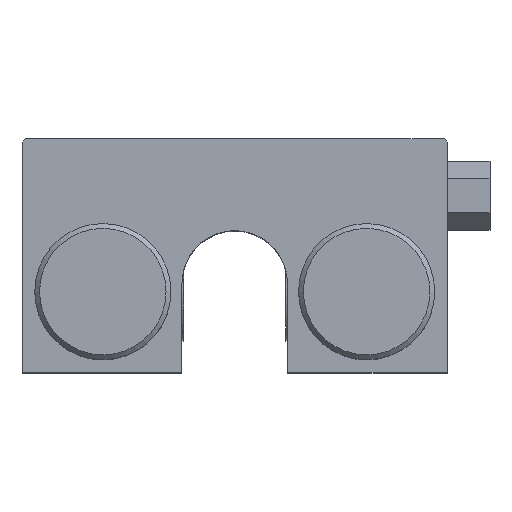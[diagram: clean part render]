
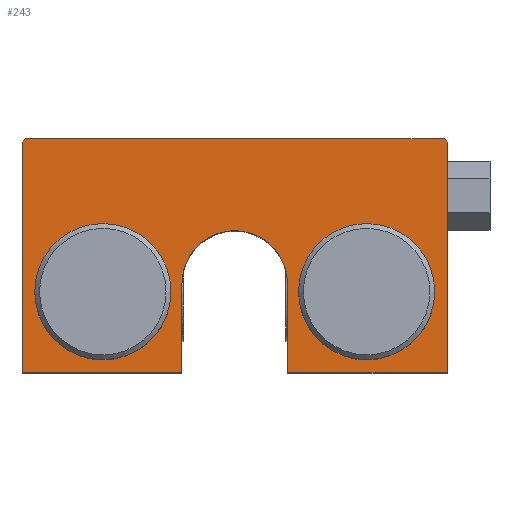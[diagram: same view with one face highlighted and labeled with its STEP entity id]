
A CAD part, top view. The second image highlights one B-rep face of the part: STEP entity #243.
In plain terms, the highlighted face is planar.
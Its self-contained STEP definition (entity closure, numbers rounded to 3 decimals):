
#243 = ADVANCED_FACE( '', ( #585, #586, #587 ), #588, .F. );
#585 = FACE_BOUND( '', #1050, .T. );
#586 = FACE_BOUND( '', #1051, .T. );
#587 = FACE_OUTER_BOUND( '', #1052, .T. );
#588 = PLANE( '', #1053 );
#1050 = EDGE_LOOP( '', ( #1629 ) );
#1051 = EDGE_LOOP( '', ( #1630 ) );
#1052 = EDGE_LOOP( '', ( #1631, #1632, #1633, #1634, #1635, #1636, #1637, #1638, #1639, #1640 ) );
#1053 = AXIS2_PLACEMENT_3D( '', #1641, #1642, #1643 );
#1629 = ORIENTED_EDGE( '', *, *, #2559, .F. );
#1630 = ORIENTED_EDGE( '', *, *, #2499, .F. );
#1631 = ORIENTED_EDGE( '', *, *, #2560, .F. );
#1632 = ORIENTED_EDGE( '', *, *, #2561, .F. );
#1633 = ORIENTED_EDGE( '', *, *, #2562, .F. );
#1634 = ORIENTED_EDGE( '', *, *, #2563, .F. );
#1635 = ORIENTED_EDGE( '', *, *, #2564, .F. );
#1636 = ORIENTED_EDGE( '', *, *, #2565, .F. );
#1637 = ORIENTED_EDGE( '', *, *, #2566, .T. );
#1638 = ORIENTED_EDGE( '', *, *, #2567, .F. );
#1639 = ORIENTED_EDGE( '', *, *, #2568, .F. );
#1640 = ORIENTED_EDGE( '', *, *, #2569, .F. );
#1641 = CARTESIAN_POINT( '', ( -18.5, 10.5, 0. ) );
#1642 = DIRECTION( '', ( 1., 0., 0. ) );
#1643 = DIRECTION( '', ( 0., 0., -1. ) );
#2499 = EDGE_CURVE( '', #2947, #2947, #2948, .F. );
#2559 = EDGE_CURVE( '', #3045, #3045, #3046, .F. );
#2560 = EDGE_CURVE( '', #3047, #3048, #3049, .T. );
#2561 = EDGE_CURVE( '', #3050, #3047, #3051, .T. );
#2562 = EDGE_CURVE( '', #3052, #3050, #3053, .T. );
#2563 = EDGE_CURVE( '', #3054, #3052, #3055, .T. );
#2564 = EDGE_CURVE( '', #3056, #3054, #3057, .T. );
#2565 = EDGE_CURVE( '', #3058, #3056, #3059, .T. );
#2566 = EDGE_CURVE( '', #3058, #3060, #3061, .T. );
#2567 = EDGE_CURVE( '', #3062, #3060, #3063, .T. );
#2568 = EDGE_CURVE( '', #3064, #3062, #3065, .T. );
#2569 = EDGE_CURVE( '', #3048, #3064, #3066, .T. );
#2947 = VERTEX_POINT( '', #3561 );
#2948 = CIRCLE( '', #3562, 8. );
#3045 = VERTEX_POINT( '', #3686 );
#3046 = CIRCLE( '', #3687, 8. );
#3047 = VERTEX_POINT( '', #3688 );
#3048 = VERTEX_POINT( '', #3689 );
#3049 = LINE( '', #3690, #3691 );
#3050 = VERTEX_POINT( '', #3692 );
#3051 = LINE( '', #3693, #3694 );
#3052 = VERTEX_POINT( '', #3695 );
#3053 = LINE( '', #3696, #3697 );
#3054 = VERTEX_POINT( '', #3698 );
#3055 = LINE( '', #3699, #3700 );
#3056 = VERTEX_POINT( '', #3701 );
#3057 = LINE( '', #3702, #3703 );
#3058 = VERTEX_POINT( '', #3704 );
#3059 = LINE( '', #3705, #3706 );
#3060 = VERTEX_POINT( '', #3707 );
#3061 = CIRCLE( '', #3708, 6.2 );
#3062 = VERTEX_POINT( '', #3709 );
#3063 = LINE( '', #3710, #3711 );
#3064 = VERTEX_POINT( '', #3712 );
#3065 = LINE( '', #3713, #3714 );
#3066 = LINE( '', #3715, #3716 );
#3561 = CARTESIAN_POINT( '', ( -18.5, 9.5, 7.5 ) );
#3562 = AXIS2_PLACEMENT_3D( '', #4299, #4300, #4301 );
#3686 = CARTESIAN_POINT( '', ( -18.5, 9.5, -23.5 ) );
#3687 = AXIS2_PLACEMENT_3D( '', #4380, #4381, #4382 );
#3688 = CARTESIAN_POINT( '', ( -18.5, 27.5, 24.6 ) );
#3689 = CARTESIAN_POINT( '', ( -18.5, 27.1, 25. ) );
#3690 = CARTESIAN_POINT( '', ( -18.5, 27.5, 24.6 ) );
#3691 = VECTOR( '', #4383, 1000. );
#3692 = CARTESIAN_POINT( '', ( -18.5, 27.5, -24.6 ) );
#3693 = CARTESIAN_POINT( '', ( -18.5, 27.5, -24.6 ) );
#3694 = VECTOR( '', #4384, 1000. );
#3695 = CARTESIAN_POINT( '', ( -18.5, 27.1, -25. ) );
#3696 = CARTESIAN_POINT( '', ( -18.5, 27.1, -25. ) );
#3697 = VECTOR( '', #4385, 1000. );
#3698 = CARTESIAN_POINT( '', ( -18.5, 0., -25. ) );
#3699 = CARTESIAN_POINT( '', ( -18.5, 0., -25. ) );
#3700 = VECTOR( '', #4386, 1000. );
#3701 = CARTESIAN_POINT( '', ( -18.5, 0., -6.2 ) );
#3702 = CARTESIAN_POINT( '', ( -18.5, 0., -6.2 ) );
#3703 = VECTOR( '', #4387, 1000. );
#3704 = CARTESIAN_POINT( '', ( -18.5, 10.5, -6.2 ) );
#3705 = CARTESIAN_POINT( '', ( -18.5, 10.5, -6.2 ) );
#3706 = VECTOR( '', #4388, 1000. );
#3707 = CARTESIAN_POINT( '', ( -18.5, 10.5, 6.2 ) );
#3708 = AXIS2_PLACEMENT_3D( '', #4389, #4390, #4391 );
#3709 = CARTESIAN_POINT( '', ( -18.5, 0., 6.2 ) );
#3710 = CARTESIAN_POINT( '', ( -18.5, 0., 6.2 ) );
#3711 = VECTOR( '', #4392, 1000. );
#3712 = CARTESIAN_POINT( '', ( -18.5, 0., 25. ) );
#3713 = CARTESIAN_POINT( '', ( -18.5, 0., 25. ) );
#3714 = VECTOR( '', #4393, 1000. );
#3715 = CARTESIAN_POINT( '', ( -18.5, 27.1, 25. ) );
#3716 = VECTOR( '', #4394, 1000. );
#4299 = CARTESIAN_POINT( '', ( -18.5, 9.5, 15.5 ) );
#4300 = DIRECTION( '', ( 1., 0., 0. ) );
#4301 = DIRECTION( '', ( 0., 0., -1. ) );
#4380 = CARTESIAN_POINT( '', ( -18.5, 9.5, -15.5 ) );
#4381 = DIRECTION( '', ( 1., 0., 0. ) );
#4382 = DIRECTION( '', ( 0., 0., -1. ) );
#4383 = DIRECTION( '', ( 0., -0.707, 0.707 ) );
#4384 = DIRECTION( '', ( 0., 0., 1. ) );
#4385 = DIRECTION( '', ( 0., 0.707, 0.707 ) );
#4386 = DIRECTION( '', ( 0., 1., 0. ) );
#4387 = DIRECTION( '', ( 0., 0., -1. ) );
#4388 = DIRECTION( '', ( 0., -1., 0. ) );
#4389 = CARTESIAN_POINT( '', ( -18.5, 10.5, 0. ) );
#4390 = DIRECTION( '', ( 1., 0., 0. ) );
#4391 = DIRECTION( '', ( 0., 0., -1. ) );
#4392 = DIRECTION( '', ( 0., 1., 0. ) );
#4393 = DIRECTION( '', ( 0., 0., -1. ) );
#4394 = DIRECTION( '', ( 0., -1., 0. ) );
